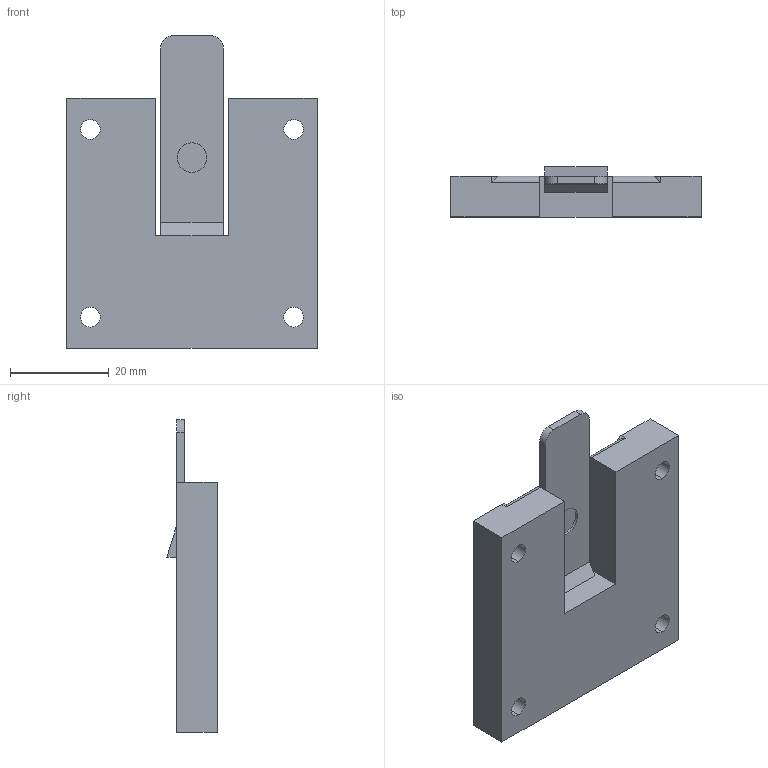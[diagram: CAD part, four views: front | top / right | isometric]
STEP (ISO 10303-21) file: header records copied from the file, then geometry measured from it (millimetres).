
FILE_DESCRIPTION (( 'STEP AP214' ), '1' );
FILE_NAME ('SlideLockMechanismV3_Bottom.STEP', '2025-03-25T03:30:28', ( '' ), ( '' ), 'SwSTEP 2.0', 'SolidWorks 2024', '' );
FILE_SCHEMA (( 'AUTOMOTIVE_DESIGN' ));
Length unit declared in the file: inch
Products named in the file (1): SlideLockMechanismV3_Bottom
Bounding box: 50.8 x 10.24 x 63.5 mm (x, y, z)
Volume: 18399.8 mm3; surface area: 7975.9 mm2
Topology: 1 solids, 1 shells, 35 faces, 96 edges, 64 vertices
Faces by surface type: plane 19, cylinder 16
Entity records: 1161 total; most frequent: CARTESIAN_POINT 202, DIRECTION 194, ORIENTED_EDGE 192, EDGE_CURVE 96, VECTOR 66, LINE 66, VERTEX_POINT 64, AXIS2_PLACEMENT_3D 64
